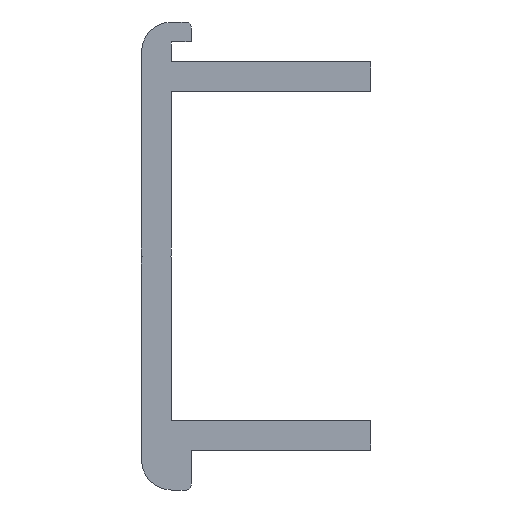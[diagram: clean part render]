
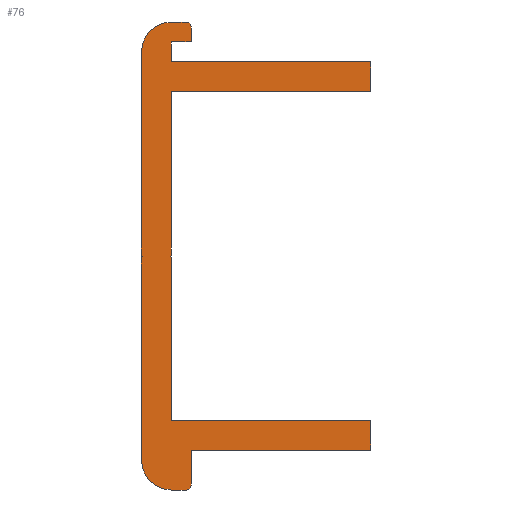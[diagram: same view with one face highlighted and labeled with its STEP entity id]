
A CAD part, left-side view. The second image highlights one B-rep face of the part: STEP entity #76.
In plain terms, the highlighted planar face has unit normal (-1, 0, 0).
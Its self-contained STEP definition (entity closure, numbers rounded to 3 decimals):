
#76=ADVANCED_FACE('',(#104),#105,.F.);
#104=FACE_OUTER_BOUND('',#156,.T.);
#105=PLANE('',#157);
#156=EDGE_LOOP('',(#213,#214,#215,#216,#217,#218,#219,#220,#221,#222,#223,#224,#225,#226,#227,#228,#229,#230,#231,#232,#233,#234,#235,#236));
#157=AXIS2_PLACEMENT_3D('',#237,#238,#239);
#213=ORIENTED_EDGE('',*,*,#432,.F.);
#214=ORIENTED_EDGE('',*,*,#433,.F.);
#215=ORIENTED_EDGE('',*,*,#434,.F.);
#216=ORIENTED_EDGE('',*,*,#435,.F.);
#217=ORIENTED_EDGE('',*,*,#436,.F.);
#218=ORIENTED_EDGE('',*,*,#437,.T.);
#219=ORIENTED_EDGE('',*,*,#438,.T.);
#220=ORIENTED_EDGE('',*,*,#439,.F.);
#221=ORIENTED_EDGE('',*,*,#440,.F.);
#222=ORIENTED_EDGE('',*,*,#441,.F.);
#223=ORIENTED_EDGE('',*,*,#442,.F.);
#224=ORIENTED_EDGE('',*,*,#443,.F.);
#225=ORIENTED_EDGE('',*,*,#444,.F.);
#226=ORIENTED_EDGE('',*,*,#445,.T.);
#227=ORIENTED_EDGE('',*,*,#446,.F.);
#228=ORIENTED_EDGE('',*,*,#447,.T.);
#229=ORIENTED_EDGE('',*,*,#448,.F.);
#230=ORIENTED_EDGE('',*,*,#449,.F.);
#231=ORIENTED_EDGE('',*,*,#450,.T.);
#232=ORIENTED_EDGE('',*,*,#451,.F.);
#233=ORIENTED_EDGE('',*,*,#431,.T.);
#234=ORIENTED_EDGE('',*,*,#452,.F.);
#235=ORIENTED_EDGE('',*,*,#453,.T.);
#236=ORIENTED_EDGE('',*,*,#454,.F.);
#237=CARTESIAN_POINT('',(0.0,-1.5,23.0));
#238=DIRECTION('',(1.0,0.0,0.0));
#239=DIRECTION('',(0.0,1.0,0.0));
#431=EDGE_CURVE('',#501,#505,#507,.T.);
#432=EDGE_CURVE('',#508,#509,#510,.T.);
#433=EDGE_CURVE('',#511,#508,#512,.T.);
#434=EDGE_CURVE('',#513,#511,#514,.T.);
#435=EDGE_CURVE('',#515,#513,#516,.T.);
#436=EDGE_CURVE('',#517,#515,#518,.T.);
#437=EDGE_CURVE('',#517,#519,#520,.T.);
#438=EDGE_CURVE('',#519,#521,#522,.T.);
#439=EDGE_CURVE('',#523,#521,#524,.T.);
#440=EDGE_CURVE('',#525,#523,#526,.T.);
#441=EDGE_CURVE('',#527,#525,#528,.T.);
#442=EDGE_CURVE('',#529,#527,#530,.T.);
#443=EDGE_CURVE('',#531,#529,#532,.T.);
#444=EDGE_CURVE('',#533,#531,#534,.T.);
#445=EDGE_CURVE('',#533,#535,#536,.T.);
#446=EDGE_CURVE('',#537,#535,#538,.T.);
#447=EDGE_CURVE('',#537,#539,#540,.T.);
#448=EDGE_CURVE('',#541,#539,#542,.T.);
#449=EDGE_CURVE('',#543,#541,#544,.T.);
#450=EDGE_CURVE('',#543,#545,#546,.T.);
#451=EDGE_CURVE('',#501,#545,#547,.T.);
#452=EDGE_CURVE('',#548,#505,#549,.T.);
#453=EDGE_CURVE('',#548,#550,#551,.T.);
#454=EDGE_CURVE('',#509,#550,#552,.T.);
#501=VERTEX_POINT('',#621);
#505=VERTEX_POINT('',#627);
#507=LINE('',#630,#631);
#508=VERTEX_POINT('',#632);
#509=VERTEX_POINT('',#633);
#510=LINE('',#634,#635);
#511=VERTEX_POINT('',#636);
#512=LINE('',#637,#638);
#513=VERTEX_POINT('',#639);
#514=LINE('',#640,#641);
#515=VERTEX_POINT('',#642);
#516=LINE('',#643,#644);
#517=VERTEX_POINT('',#645);
#518=LINE('',#646,#647);
#519=VERTEX_POINT('',#648);
#520=LINE('',#649,#650);
#521=VERTEX_POINT('',#651);
#522=LINE('',#652,#653);
#523=VERTEX_POINT('',#654);
#524=LINE('',#655,#656);
#525=VERTEX_POINT('',#657);
#526=LINE('',#658,#659);
#527=VERTEX_POINT('',#660);
#528=LINE('',#661,#662);
#529=VERTEX_POINT('',#663);
#530=LINE('',#664,#665);
#531=VERTEX_POINT('',#666);
#532=LINE('',#667,#668);
#533=VERTEX_POINT('',#669);
#534=LINE('',#670,#671);
#535=VERTEX_POINT('',#672);
#536=LINE('',#673,#674);
#537=VERTEX_POINT('',#675);
#538=CIRCLE('',#676,0.5);
#539=VERTEX_POINT('',#677);
#540=LINE('',#678,#679);
#541=VERTEX_POINT('',#680);
#542=CIRCLE('',#681,3.0);
#543=VERTEX_POINT('',#682);
#544=LINE('',#683,#684);
#545=VERTEX_POINT('',#685);
#546=LINE('',#686,#687);
#547=LINE('',#688,#689);
#548=VERTEX_POINT('',#690);
#549=CIRCLE('',#691,3.0);
#550=VERTEX_POINT('',#692);
#551=LINE('',#693,#694);
#552=CIRCLE('',#695,0.5);
#621=CARTESIAN_POINT('',(0.0,3.,-0.1));
#627=CARTESIAN_POINT('',(0.0,3.,-20.5));
#630=CARTESIAN_POINT('',(0.0,3.,-0.1));
#631=VECTOR('',#807,1000.0);
#632=CARTESIAN_POINT('',(0.0,-2.,-19.5));
#633=CARTESIAN_POINT('',(0.0,-2.,-23.0));
#634=CARTESIAN_POINT('',(0.0,-2.,23.0));
#635=VECTOR('',#808,1000.0);
#636=CARTESIAN_POINT('',(0.0,-20.0,-19.5));
#637=CARTESIAN_POINT('',(0.0,-2.,-19.5));
#638=VECTOR('',#809,1000.0);
#639=CARTESIAN_POINT('',(0.0,-20.0,-16.5));
#640=CARTESIAN_POINT('',(0.0,-20.0,23.0));
#641=VECTOR('',#810,1000.0);
#642=CARTESIAN_POINT('',(0.0,0.,-16.5));
#643=CARTESIAN_POINT('',(0.0,-1.5,-16.5));
#644=VECTOR('',#811,1000.0);
#645=CARTESIAN_POINT('',(0.0,0.,-0.101));
#646=CARTESIAN_POINT('',(0.0,0.,23.0));
#647=VECTOR('',#812,1000.0);
#648=CARTESIAN_POINT('',(0.,0.099,0.));
#649=CARTESIAN_POINT('',(0.0,0.,-0.101));
#650=VECTOR('',#813,1000.0);
#651=CARTESIAN_POINT('',(0.,0.,0.099));
#652=CARTESIAN_POINT('',(0.,0.,0.099));
#653=VECTOR('',#814,1000.0);
#654=CARTESIAN_POINT('',(0.0,0.,16.5));
#655=CARTESIAN_POINT('',(0.0,0.,23.0));
#656=VECTOR('',#815,1000.0);
#657=CARTESIAN_POINT('',(0.0,-20.0,16.5));
#658=CARTESIAN_POINT('',(0.0,-1.5,16.5));
#659=VECTOR('',#816,1000.0);
#660=CARTESIAN_POINT('',(0.0,-20.0,19.5));
#661=CARTESIAN_POINT('',(0.0,-20.0,23.0));
#662=VECTOR('',#817,1000.0);
#663=CARTESIAN_POINT('',(0.0,0.,19.5));
#664=CARTESIAN_POINT('',(0.0,-20.0,19.5));
#665=VECTOR('',#818,1000.0);
#666=CARTESIAN_POINT('',(0.0,0.,21.5));
#667=CARTESIAN_POINT('',(0.0,0.,23.0));
#668=VECTOR('',#819,1000.0);
#669=CARTESIAN_POINT('',(0.0,-2.0,21.5));
#670=CARTESIAN_POINT('',(0.0,-1.5,21.5));
#671=VECTOR('',#820,1000.0);
#672=CARTESIAN_POINT('',(0.0,-2.0,23.0));
#673=CARTESIAN_POINT('',(0.0,-2.0,21.5));
#674=VECTOR('',#821,1000.0);
#675=CARTESIAN_POINT('',(0.0,-1.5,23.5));
#676=AXIS2_PLACEMENT_3D('',#822,#823,#824);
#677=CARTESIAN_POINT('',(0.0,0.,23.5));
#678=CARTESIAN_POINT('',(0.0,-1.5,23.5));
#679=VECTOR('',#825,1000.0);
#680=CARTESIAN_POINT('',(0.0,3.0,20.5));
#681=AXIS2_PLACEMENT_3D('',#826,#827,#828);
#682=CARTESIAN_POINT('',(0.,3.,0.1));
#683=CARTESIAN_POINT('',(0.0,3.,23.0));
#684=VECTOR('',#829,1000.0);
#685=CARTESIAN_POINT('',(0.,2.9,0.));
#686=CARTESIAN_POINT('',(0.,3.,0.1));
#687=VECTOR('',#830,1000.0);
#688=CARTESIAN_POINT('',(0.0,3.,-0.1));
#689=VECTOR('',#831,1000.0);
#690=CARTESIAN_POINT('',(0.0,0.,-23.5));
#691=AXIS2_PLACEMENT_3D('',#832,#833,#834);
#692=CARTESIAN_POINT('',(0.0,-1.5,-23.5));
#693=CARTESIAN_POINT('',(0.0,0.,-23.5));
#694=VECTOR('',#835,1000.0);
#695=AXIS2_PLACEMENT_3D('',#836,#837,#838);
#807=DIRECTION('',(0.0,0.,-1.0));
#808=DIRECTION('',(0.0,0.0,-1.0));
#809=DIRECTION('',(-0.0,1.0,0.));
#810=DIRECTION('',(0.0,0.0,-1.0));
#811=DIRECTION('',(0.0,-1.0,-0.0));
#812=DIRECTION('',(0.0,0.0,-1.0));
#813=DIRECTION('',(0.0,0.701,0.713));
#814=DIRECTION('',(0.0,-0.707,0.707));
#815=DIRECTION('',(0.0,0.0,-1.0));
#816=DIRECTION('',(-0.0,1.0,0.0));
#817=DIRECTION('',(0.0,0.0,-1.0));
#818=DIRECTION('',(-0.0,-1.0,-0.0));
#819=DIRECTION('',(0.0,0.0,-1.0));
#820=DIRECTION('',(-0.0,1.0,0.0));
#821=DIRECTION('',(0.0,0.,1.0));
#822=CARTESIAN_POINT('',(0.0,-1.5,23.0));
#823=DIRECTION('',(1.0,0.0,0.0));
#824=DIRECTION('',(0.0,0.0,-1.0));
#825=DIRECTION('',(0.0,1.0,0.));
#826=CARTESIAN_POINT('',(0.0,0.,20.5));
#827=DIRECTION('',(1.0,0.0,0.0));
#828=DIRECTION('',(0.0,0.0,-1.0));
#829=DIRECTION('',(-0.0,-0.0,1.0));
#830=DIRECTION('',(0.0,-0.707,-0.707));
#831=DIRECTION('',(0.0,-0.707,0.707));
#832=CARTESIAN_POINT('',(0.0,0.,-20.5));
#833=DIRECTION('',(1.0,0.0,0.0));
#834=DIRECTION('',(0.0,0.0,-1.0));
#835=DIRECTION('',(0.0,-1.0,0.));
#836=CARTESIAN_POINT('',(0.0,-1.5,-23.0));
#837=DIRECTION('',(1.0,0.0,0.0));
#838=DIRECTION('',(0.0,0.0,-1.0));
